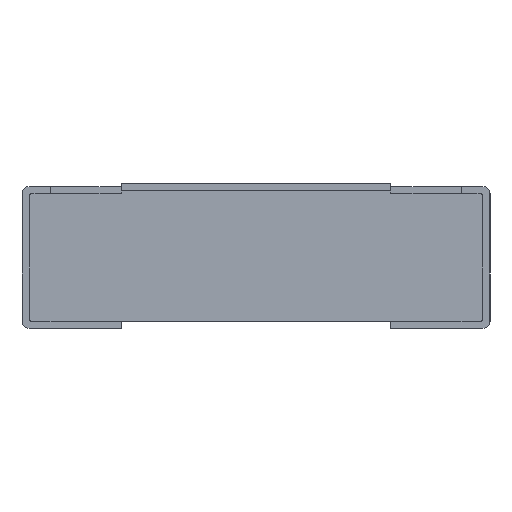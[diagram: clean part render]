
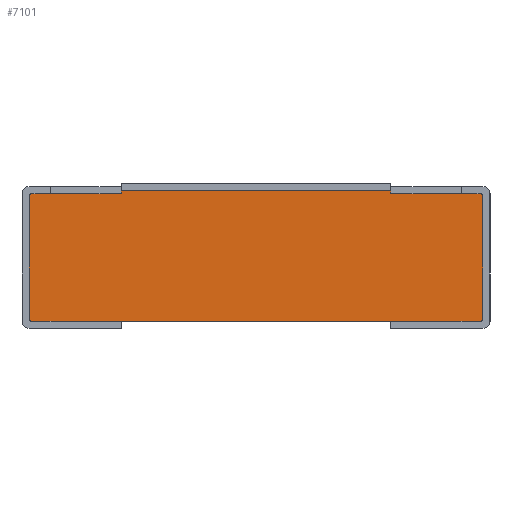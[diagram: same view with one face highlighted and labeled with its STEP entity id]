
A CAD part, left-side view. The second image highlights one B-rep face of the part: STEP entity #7101.
In plain terms, the highlighted planar face has unit normal (-1, 0, 0).
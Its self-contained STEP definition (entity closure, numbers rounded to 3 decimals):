
#367=CIRCLE('',#7504,0.01);
#369=CIRCLE('',#7508,0.01);
#371=CIRCLE('',#7511,0.01);
#373=CIRCLE('',#7515,0.01);
#503=FACE_OUTER_BOUND('',#885,.T.);
#885=EDGE_LOOP('',(#4932,#4933,#4934,#4935,#4936,#4937,#4938,#4939,#4940,
#4941,#4942,#4943,#4944,#4945,#4946,#4947));
#1282=LINE('',#9473,#2093);
#1405=LINE('',#9719,#2216);
#1426=LINE('',#9769,#2237);
#1428=LINE('',#9775,#2239);
#1432=LINE('',#9784,#2243);
#1438=LINE('',#9796,#2249);
#1442=LINE('',#9808,#2253);
#1446=LINE('',#9823,#2257);
#1448=LINE('',#9829,#2259);
#1449=LINE('',#9831,#2260);
#1450=LINE('',#9832,#2261);
#1451=LINE('',#9833,#2262);
#2093=VECTOR('',#7915,10.);
#2216=VECTOR('',#8040,10.);
#2237=VECTOR('',#8079,10.);
#2239=VECTOR('',#8083,10.);
#2243=VECTOR('',#8089,10.);
#2249=VECTOR('',#8097,10.);
#2253=VECTOR('',#8109,10.);
#2257=VECTOR('',#8127,10.);
#2259=VECTOR('',#8137,10.);
#2260=VECTOR('',#8140,10.);
#2261=VECTOR('',#8141,10.);
#2262=VECTOR('',#8142,10.);
#2900=VERTEX_POINT('',#9470);
#2901=VERTEX_POINT('',#9472);
#3022=VERTEX_POINT('',#9716);
#3023=VERTEX_POINT('',#9718);
#3041=VERTEX_POINT('',#9763);
#3043=VERTEX_POINT('',#9767);
#3044=VERTEX_POINT('',#9771);
#3046=VERTEX_POINT('',#9774);
#3048=VERTEX_POINT('',#9780);
#3050=VERTEX_POINT('',#9783);
#3053=VERTEX_POINT('',#9790);
#3055=VERTEX_POINT('',#9794);
#3057=VERTEX_POINT('',#9800);
#3059=VERTEX_POINT('',#9806);
#3061=VERTEX_POINT('',#9815);
#3063=VERTEX_POINT('',#9821);
#3622=EDGE_CURVE('',#2900,#2901,#1282,.T.);
#3745=EDGE_CURVE('',#3022,#3023,#1405,.T.);
#3770=EDGE_CURVE('',#3043,#3041,#1426,.T.);
#3772=EDGE_CURVE('',#3044,#3046,#1428,.T.);
#3776=EDGE_CURVE('',#3048,#3050,#1432,.T.);
#3782=EDGE_CURVE('',#3055,#3053,#1438,.T.);
#3785=EDGE_CURVE('',#3057,#3055,#367,.T.);
#3788=EDGE_CURVE('',#3059,#3057,#1442,.T.);
#3790=EDGE_CURVE('',#3046,#3059,#369,.T.);
#3793=EDGE_CURVE('',#3061,#3043,#371,.T.);
#3796=EDGE_CURVE('',#3063,#3061,#1446,.T.);
#3798=EDGE_CURVE('',#3050,#3063,#373,.T.);
#3800=EDGE_CURVE('',#3023,#2900,#1448,.T.);
#3801=EDGE_CURVE('',#3053,#3022,#1449,.T.);
#3802=EDGE_CURVE('',#3041,#3044,#1450,.T.);
#3803=EDGE_CURVE('',#2901,#3048,#1451,.T.);
#4932=ORIENTED_EDGE('',*,*,#3800,.F.);
#4933=ORIENTED_EDGE('',*,*,#3745,.F.);
#4934=ORIENTED_EDGE('',*,*,#3801,.F.);
#4935=ORIENTED_EDGE('',*,*,#3782,.F.);
#4936=ORIENTED_EDGE('',*,*,#3785,.F.);
#4937=ORIENTED_EDGE('',*,*,#3788,.F.);
#4938=ORIENTED_EDGE('',*,*,#3790,.F.);
#4939=ORIENTED_EDGE('',*,*,#3772,.F.);
#4940=ORIENTED_EDGE('',*,*,#3802,.F.);
#4941=ORIENTED_EDGE('',*,*,#3770,.F.);
#4942=ORIENTED_EDGE('',*,*,#3793,.F.);
#4943=ORIENTED_EDGE('',*,*,#3796,.F.);
#4944=ORIENTED_EDGE('',*,*,#3798,.F.);
#4945=ORIENTED_EDGE('',*,*,#3776,.F.);
#4946=ORIENTED_EDGE('',*,*,#3803,.F.);
#4947=ORIENTED_EDGE('',*,*,#3622,.F.);
#6847=PLANE('',#7517);
#7101=ADVANCED_FACE('',(#503),#6847,.T.);
#7504=AXIS2_PLACEMENT_3D('',#9802,#8103,#8104);
#7508=AXIS2_PLACEMENT_3D('',#9811,#8114,#8115);
#7511=AXIS2_PLACEMENT_3D('',#9817,#8121,#8122);
#7515=AXIS2_PLACEMENT_3D('',#9826,#8132,#8133);
#7517=AXIS2_PLACEMENT_3D('',#9830,#8138,#8139);
#7915=DIRECTION('',(0.,0.,-1.));
#8040=DIRECTION('',(0.,0.,1.));
#8079=DIRECTION('',(0.,1.,0.));
#8083=DIRECTION('',(0.,1.,0.));
#8089=DIRECTION('',(0.,-1.,0.));
#8097=DIRECTION('',(0.,-1.,0.));
#8103=DIRECTION('center_axis',(1.,0.,0.));
#8104=DIRECTION('ref_axis',(0.,0.,1.));
#8109=DIRECTION('',(0.,0.,1.));
#8114=DIRECTION('center_axis',(1.,0.,0.));
#8115=DIRECTION('ref_axis',(0.,1.,0.));
#8121=DIRECTION('center_axis',(1.,0.,0.));
#8122=DIRECTION('ref_axis',(0.,0.,-1.));
#8127=DIRECTION('',(0.,0.,-1.));
#8132=DIRECTION('center_axis',(1.,0.,0.));
#8133=DIRECTION('ref_axis',(0.,-1.,0.));
#8137=DIRECTION('',(0.,-1.,0.));
#8138=DIRECTION('center_axis',(-1.,0.,0.));
#8139=DIRECTION('ref_axis',(0.,-1.,0.));
#8140=DIRECTION('',(0.,-1.,0.));
#8141=DIRECTION('',(0.,1.,0.));
#8142=DIRECTION('',(0.,-1.,0.));
#9470=CARTESIAN_POINT('',(-1.94,-0.475,0.485));
#9472=CARTESIAN_POINT('',(-1.94,-0.475,0.475));
#9473=CARTESIAN_POINT('',(-1.94,-0.475,0.128));
#9716=CARTESIAN_POINT('',(-1.94,0.475,0.475));
#9718=CARTESIAN_POINT('',(-1.94,0.475,0.485));
#9719=CARTESIAN_POINT('',(-1.94,0.475,0.128));
#9763=CARTESIAN_POINT('',(-1.94,-0.475,0.025));
#9767=CARTESIAN_POINT('',(-1.94,-0.79,0.025));
#9769=CARTESIAN_POINT('',(-1.94,0.5,0.025));
#9771=CARTESIAN_POINT('',(-1.94,0.475,0.025));
#9774=CARTESIAN_POINT('',(-1.94,0.79,0.025));
#9775=CARTESIAN_POINT('',(-1.94,0.5,0.025));
#9780=CARTESIAN_POINT('',(-1.94,-0.725,0.475));
#9783=CARTESIAN_POINT('',(-1.94,-0.79,0.475));
#9784=CARTESIAN_POINT('',(-1.94,-0.75,0.475));
#9790=CARTESIAN_POINT('',(-1.94,0.725,0.475));
#9794=CARTESIAN_POINT('',(-1.94,0.79,0.475));
#9796=CARTESIAN_POINT('',(-1.94,0.725,0.475));
#9800=CARTESIAN_POINT('',(-1.94,0.8,0.465));
#9802=CARTESIAN_POINT('Origin',(-1.94,0.79,0.465));
#9806=CARTESIAN_POINT('',(-1.94,0.8,0.035));
#9808=CARTESIAN_POINT('',(-1.94,0.8,0.035));
#9811=CARTESIAN_POINT('Origin',(-1.94,0.79,0.035));
#9815=CARTESIAN_POINT('',(-1.94,-0.8,0.035));
#9817=CARTESIAN_POINT('Origin',(-1.94,-0.79,0.035));
#9821=CARTESIAN_POINT('',(-1.94,-0.8,0.465));
#9823=CARTESIAN_POINT('',(-1.94,-0.8,0.465));
#9826=CARTESIAN_POINT('Origin',(-1.94,-0.79,0.465));
#9829=CARTESIAN_POINT('',(-1.94,0.45,0.485));
#9830=CARTESIAN_POINT('Origin',(-1.94,0.,
0.255));
#9831=CARTESIAN_POINT('',(-1.94,0.3,0.475));
#9832=CARTESIAN_POINT('',(-1.94,0.,0.025));
#9833=CARTESIAN_POINT('',(-1.94,-0.3,0.475));
